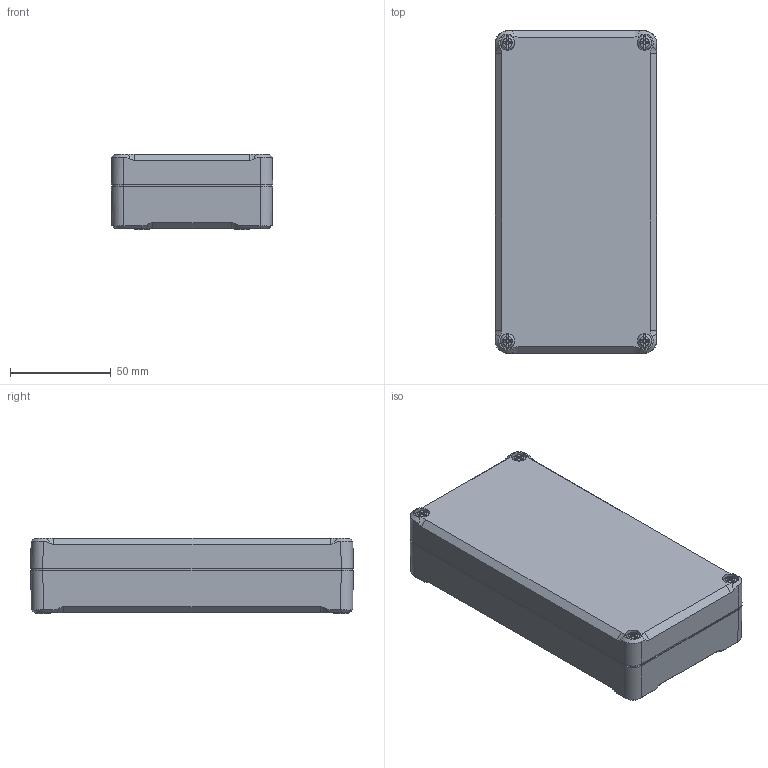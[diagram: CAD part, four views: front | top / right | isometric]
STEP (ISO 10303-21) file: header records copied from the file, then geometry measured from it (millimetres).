
FILE_DESCRIPTION(/* description */ (''),/* implementation_level */ '2;1');
FILE_NAME(/* name */ '63229000_ET 229.stp',/* time_stamp */ '2022-08-15T10:42:33+02:00',/* author */ ('kotzmaier'),/* organization */ (''),/* preprocessor_version */ 'ST-DEVELOPER v18.1',/* originating_system */ 'Autodesk Inventor 2022',/* authorisation */ '');
FILE_SCHEMA (('AUTOMOTIVE_DESIGN { 1 0 10303 214 3 1 1 }'));
Length unit declared in the file: millimetre
Products named in the file (4): 63229000_ET 229; PART1; 220&229&231 OT_1002701_3DSYM; SHR Z KAL40X25X10 WN 1412 MG_3DSYM
Assembly tree (6 placements, depth 2):
  63229000_ET 229
    PART1
    220&229&231 OT_1002701_3DSYM
    SHR Z KAL40X25X10 WN 1412 MG_3DSYM  x4
Bounding box: 80 x 160 x 37.5 mm (x, y, z)
Volume: 136205.1 mm3; surface area: 90995.8 mm2
Topology: 6 solids, 6 shells, 864 faces, 2136 edges, 1314 vertices
Faces by surface type: plane 258, cylinder 256, torus 118, cone 116, bspline 92, sphere 24
Full cylindrical faces by diameter (mm): 2.17 x16, 2.9 x4, 3.2 x4, 4 x16, 4.2 x4, 4.5 x4, 7 x4, 7.4 x4, 7.5 x4, 9 x4
Entity records: 20090 total; most frequent: CARTESIAN_POINT 7320, DIRECTION 2800, ORIENTED_EDGE 2566, EDGE_CURVE 1283, AXIS2_PLACEMENT_3D 1107, VERTEX_POINT 804, EDGE_LOOP 587, LINE 586
